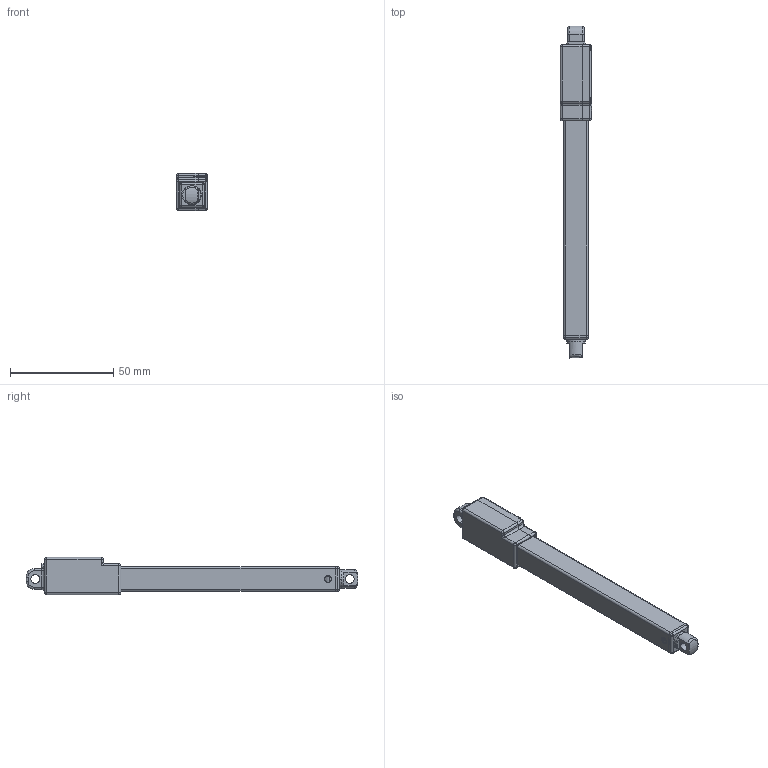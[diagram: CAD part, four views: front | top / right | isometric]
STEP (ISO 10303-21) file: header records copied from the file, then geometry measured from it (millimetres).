
FILE_DESCRIPTION (( 'STEP AP214' ), '1' );
FILE_NAME ('Linear Servo Motor.STEP', '2022-10-09T22:26:37', ( '' ), ( '' ), 'SwSTEP 2.0', 'SolidWorks 2022', '' );
FILE_SCHEMA (( 'AUTOMOTIVE_DESIGN' ));
Length unit declared in the file: inch
Products named in the file (10): FASTENER_10427.stp; EXTENSION_10405_100MM.stp; GUIDE_10429.stp; NUT_10419.stp; PLUG_10428.stp; Linear Servo Motor; CLAMSHELL_TOP_10416.stp; CLAMSHELL_BOT_10417.stp; SHAFT_10410_100MM.stp; GROMMET_3_HOLE.stp
Assembly tree (12 placements, depth 2):
  Linear Servo Motor
    EXTENSION_10405_100MM.stp
    CLAMSHELL_BOT_10417.stp
    CLAMSHELL_TOP_10416.stp
    FASTENER_10427.stp  x4
    GUIDE_10429.stp
    NUT_10419.stp
    SHAFT_10410_100MM.stp
    PLUG_10428.stp
    GROMMET_3_HOLE.stp
Bounding box: 15.1 x 160.98 x 18 mm (x, y, z)
Volume: 12318.2 mm3; surface area: 23338.5 mm2
Topology: 12 solids, 12 shells, 1139 faces, 2793 edges, 1688 vertices
Faces by surface type: plane 428, cylinder 393, torus 161, bspline 60, cone 59, sphere 38
Entity records: 38944 total; most frequent: CARTESIAN_POINT 13923, ORIENTED_EDGE 5170, DIRECTION 5107, EDGE_CURVE 2585, AXIS2_PLACEMENT_3D 1887, VERTEX_POINT 1572, LINE 1333, VECTOR 1333
